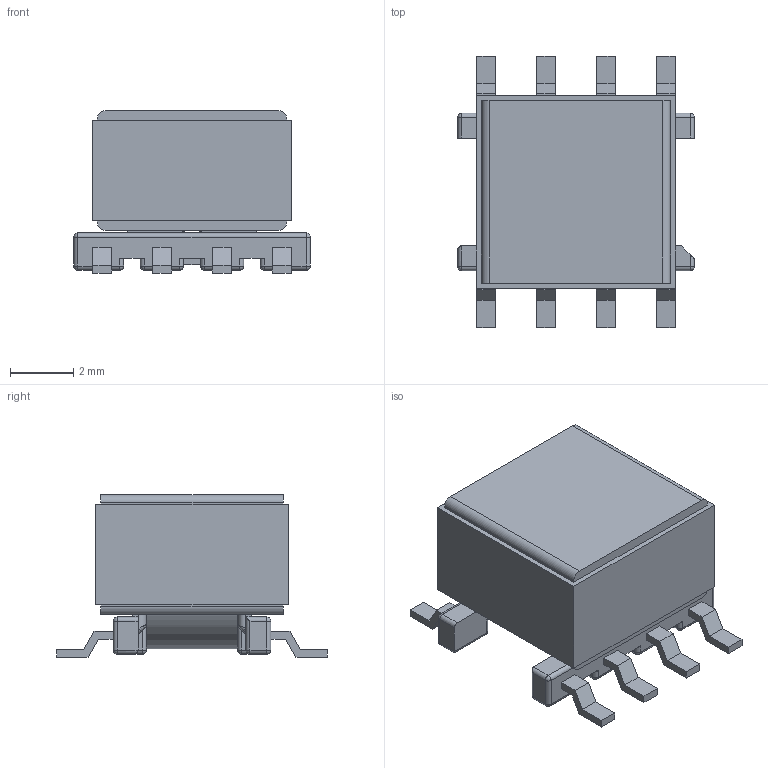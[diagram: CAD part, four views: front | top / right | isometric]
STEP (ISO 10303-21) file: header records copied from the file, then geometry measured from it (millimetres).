
FILE_DESCRIPTION(/* description */ ('Unknown'),/* implementation_level */ '2;1');
FILE_NAME(/* name */ 'T_Wurth_WE-IBTI-EP5_L8.35W9.5H6.35',/* time_stamp */ '2025-12-25T14:44:06+08:00',/* author */ ('Unknown'),/* organization */ ('Unknown'),/* preprocessor_version */ 'ST-DEVELOPER v19.4',/* originating_system */ 'Solid Edge',/* authorisation */ 'Unknown');
FILE_SCHEMA (('AUTOMOTIVE_DESIGN {1 0 10303 214 3 1 1}'));
Length unit declared in the file: millimetre
Products named in the file (2): T_Wurth_WE-IBTI-EP5_L8.35W9.5H6.35
Assembly tree (1 placements, depth 2):
  T_Wurth_WE-IBTI-EP5_L8.35W9.5H6.35
    T_Wurth_WE-IBTI-EP5_L8.35W9.5H6.35
Bounding box: 7.5 x 8.6 x 5.16 mm (x, y, z)
Volume: 160.7 mm3; surface area: 394.1 mm2
Topology: 2 solids, 2 shells, 309 faces, 783 edges, 454 vertices
Faces by surface type: plane 161, cylinder 107, sphere 33, bspline 4, torus 4
Entity records: 11143 total; most frequent: CARTESIAN_POINT 1711, DIRECTION 1523, ORIENTED_EDGE 1500, EDGE_CURVE 750, LINE 515, VECTOR 515, AXIS2_PLACEMENT_3D 504, VERTEX_POINT 454
